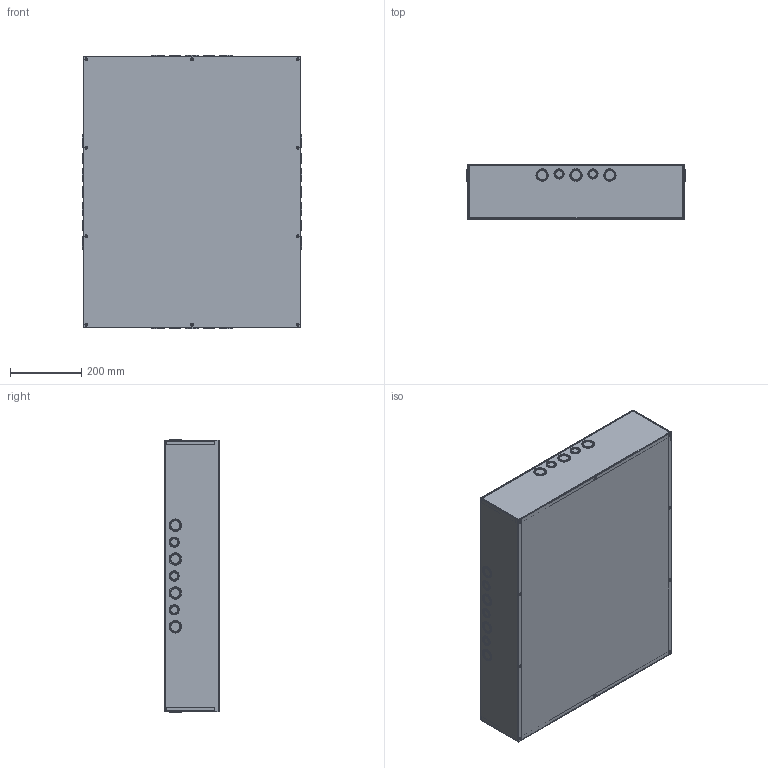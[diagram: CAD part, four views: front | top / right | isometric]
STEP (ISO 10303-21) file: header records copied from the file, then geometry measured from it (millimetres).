
FILE_DESCRIPTION( ( 'Unknown' ), '1' );
FILE_NAME( 'DKO302406.stp', 'Unknown', ( 'Unknown' ), ( 'Unknown' ), 'PSStep 16.0.42', 'Unknown', ' ' );
FILE_SCHEMA( ( 'AUTOMOTIVE_DESIGN { 1 0 10303 214 1 1 1 1 }' ) );
Length unit declared in the file: millimetre
Products named in the file (5): DKO302406_BOITIER; DKO302406B_16Ga; DKOxx2406E_16Ga; Assem1; D3024C_16Ga
Assembly tree (5 placements, depth 3):
  Assem1
    D3024C_16Ga
    DKO302406_BOITIER
      DKO302406B_16Ga
      DKOxx2406E_16Ga  x2
Bounding box: 615.7 x 153.92 x 768.1 mm (x, y, z)
Volume: 2125977 mm3; surface area: 2805129.4 mm2
Topology: 4 solids, 4 shells, 463 faces, 1001 edges, 671 vertices
Faces by surface type: plane 278, cylinder 114, torus 56, cone 8, extrusion 7
Full cylindrical faces by diameter (mm): 0.346 x2, 3.658 x2, 4.293 x10, 6.35 x4, 6.706 x2, 7.925 x10, 25.527 x10, 28.575 x10, 31.877 x14, 34.925 x14
Entity records: 13305 total; most frequent: CARTESIAN_POINT 1874, DIRECTION 1731, ORIENTED_EDGE 1420, EDGE_CURVE 710, AXIS2_PLACEMENT_3D 682, EDGE_LOOP 648, VERTEX_POINT 538, FACE_OUTER_BOUND 493
